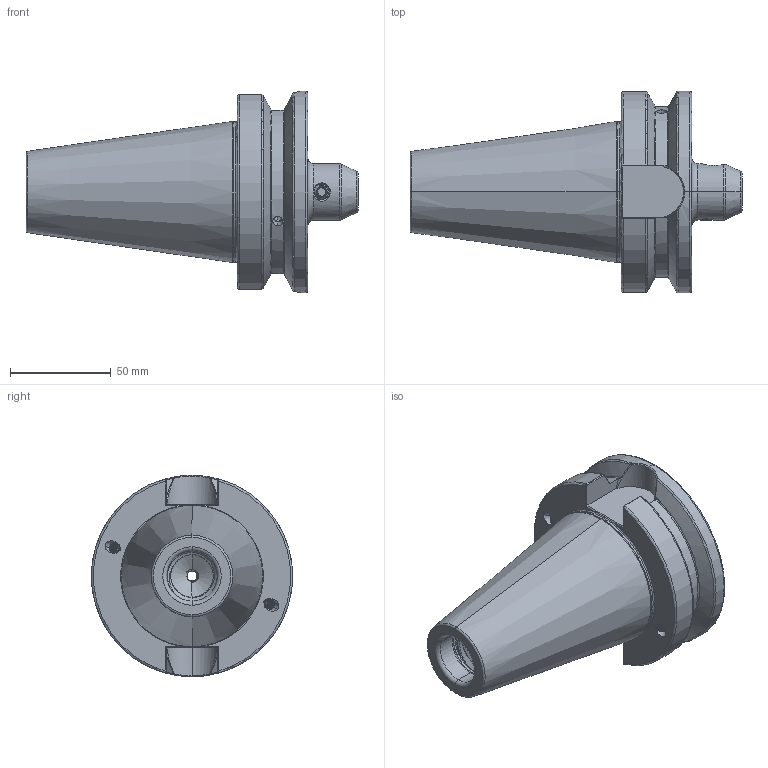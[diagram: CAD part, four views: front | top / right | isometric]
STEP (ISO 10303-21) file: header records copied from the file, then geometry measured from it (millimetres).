
FILE_DESCRIPTION (( 'STEP AP203' ), '1' );
FILE_NAME ('506.05.08.STEP', '2016-08-08T07:22:55', ( '' ), ( '' ), 'SwSTEP 2.0', 'SolidWorks 2012', '' );
FILE_SCHEMA (( 'CONFIG_CONTROL_DESIGN' ));
Length unit declared in the file: millimetre
Products named in the file (3): 506.05.08; 側固8_M8x1.25_10L
Assembly tree (2 placements, depth 2):
  506.05.08
    506.05.08
    側固8_M8x1.25_10L
Bounding box: 164.8 x 100 x 100 mm (x, y, z)
Volume: 466245.5 mm3; surface area: 59039.9 mm2
Topology: 2 solids, 2 shells, 331 faces, 894 edges, 570 vertices
Faces by surface type: cylinder 168, bspline 53, plane 46, cone 31, torus 31, sphere 2
Entity records: 31639 total; most frequent: CARTESIAN_POINT 24386, ORIENTED_EDGE 1776, DIRECTION 1098, EDGE_CURVE 888, VERTEX_POINT 570, AXIS2_PLACEMENT_3D 426, EDGE_LOOP 352, FACE_OUTER_BOUND 331
